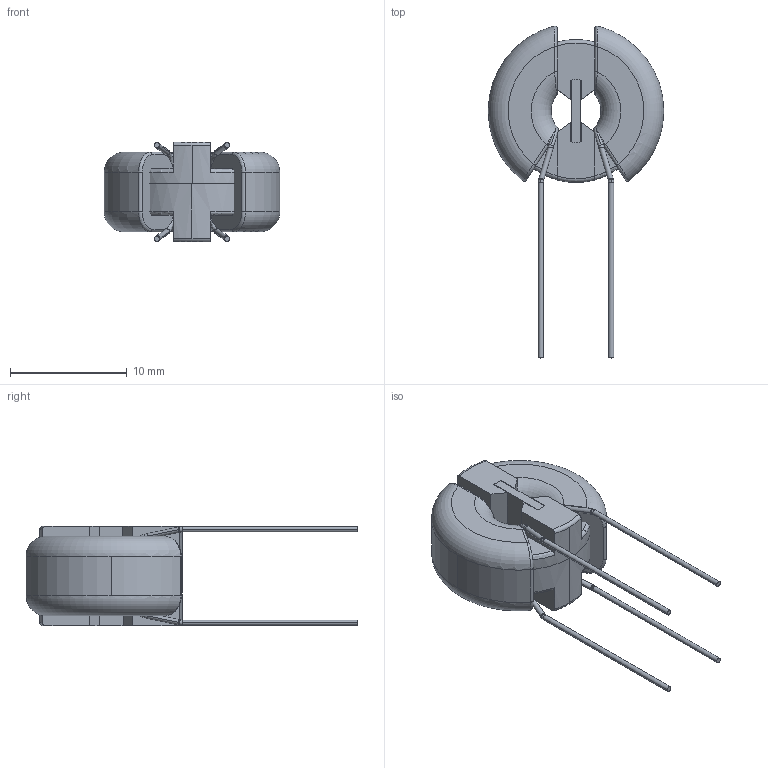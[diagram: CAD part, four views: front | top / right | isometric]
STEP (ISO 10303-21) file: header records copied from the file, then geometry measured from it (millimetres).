
FILE_DESCRIPTION (( 'STEP AP214' ), '1' );
FILE_NAME ('SC-03-05GS.STEP', '2019-02-04T02:14:00', ( '' ), ( '' ), 'SwSTEP 2.0', 'SolidWorks 2018', '' );
FILE_SCHEMA (( 'AUTOMOTIVE_DESIGN' ));
Length unit declared in the file: millimetre
Products named in the file (6): FR211CU(COVER)_MAX; SC_KEMET Logo_12.1; FR11_6_3_MAX(TYP); SC-03-05GS; FR211CU(CASE)_MAX; SC-03-05GS_兂0.45_wire_MAX
Assembly tree (5 placements, depth 2):
  SC-03-05GS
    FR11_6_3_MAX(TYP)
    FR211CU(CASE)_MAX
    FR211CU(COVER)_MAX
    SC-03-05GS_兂0.45_wire_MAX
    SC_KEMET Logo_12.1
Bounding box: 15 x 28.37 x 8.5 mm (x, y, z)
Volume: 1264.2 mm3; surface area: 2101.7 mm2
Topology: 8 solids, 8 shells, 262 faces, 659 edges, 415 vertices
Faces by surface type: plane 107, cylinder 82, bspline 40, torus 25, cone 8
Entity records: 14490 total; most frequent: CARTESIAN_POINT 7922, ORIENTED_EDGE 1318, DIRECTION 1183, EDGE_CURVE 659, AXIS2_PLACEMENT_3D 456, VERTEX_POINT 415, EDGE_LOOP 272, VECTOR 271
